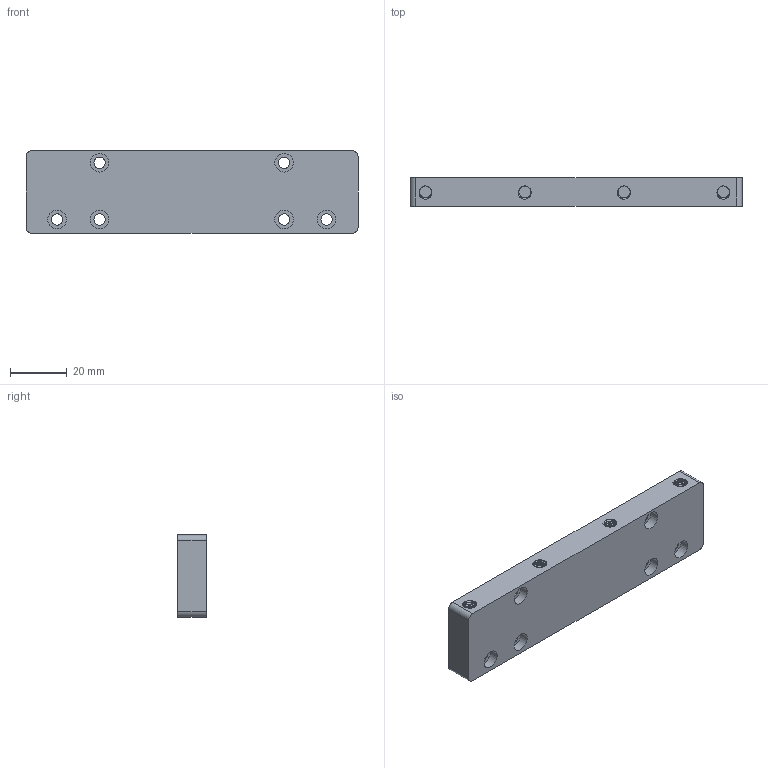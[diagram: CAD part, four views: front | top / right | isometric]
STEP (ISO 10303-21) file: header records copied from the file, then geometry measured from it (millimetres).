
FILE_DESCRIPTION(/* description */ (''),/* implementation_level */ '2;1');
FILE_NAME(/* name */ 'Z rail mounts v4.step',/* time_stamp */ '2024-12-15T08:55:17-05:00',/* author */ (''),/* organization */ (''),/* preprocessor_version */ 'ST-DEVELOPER v20',/* originating_system */ 'Autodesk Translation Framework v13.20.0.188',/* authorisation */ '');
FILE_SCHEMA (('AUTOMOTIVE_DESIGN { 1 0 10303 214 3 1 1 }'));
Length unit declared in the file: millimetre
Products named in the file (1): Z rail mounts
Bounding box: 117 x 10 x 29 mm (x, y, z)
Volume: 32268.6 mm3; surface area: 11091.4 mm2
Topology: 1 solids, 1 shells, 120 faces, 324 edges, 216 vertices
Faces by surface type: cylinder 96, plane 16, bspline 8
Full cylindrical faces by diameter (mm): 4 x6, 4.234 x16, 5.12 x8, 6.5 x6
Entity records: 8965 total; most frequent: CARTESIAN_POINT 6197, ORIENTED_EDGE 648, DIRECTION 430, EDGE_CURVE 324, VERTEX_POINT 216, B_SPLINE_CURVE_WITH_KNOTS 172, AXIS2_PLACEMENT_3D 165, EDGE_LOOP 142
